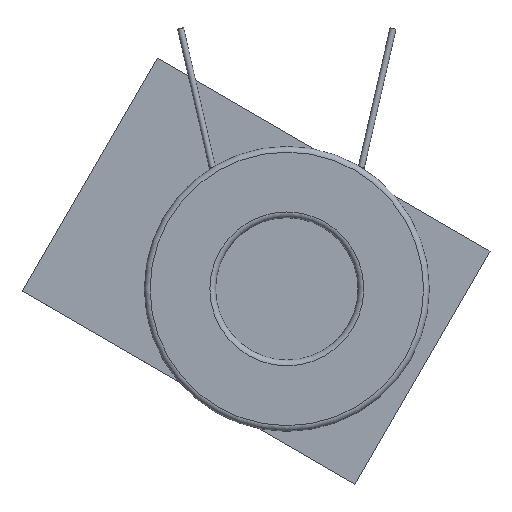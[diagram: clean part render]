
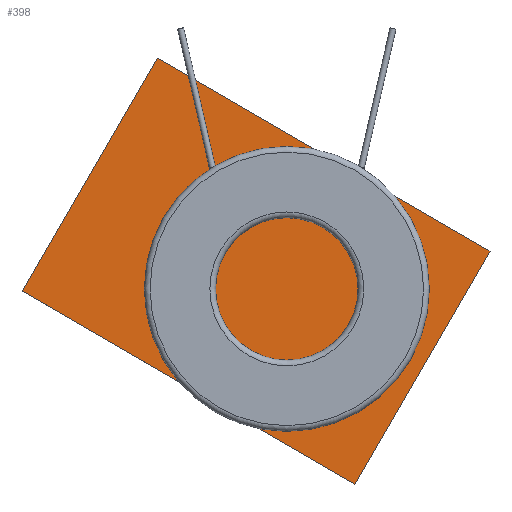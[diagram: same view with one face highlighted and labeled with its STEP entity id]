
A CAD part, top view. The second image highlights one B-rep face of the part: STEP entity #398.
In plain terms, the highlighted planar face has unit normal (0, 0, 1).
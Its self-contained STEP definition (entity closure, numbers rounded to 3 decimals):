
#42=PLANE('',#463);
#68=FACE_OUTER_BOUND('',#98,.T.);
#98=EDGE_LOOP('',(#363,#364,#365,#366));
#113=LINE('',#716,#139);
#117=LINE('',#724,#143);
#120=LINE('',#730,#146);
#123=LINE('',#735,#149);
#139=VECTOR('',#568,10.);
#143=VECTOR('',#574,10.);
#146=VECTOR('',#579,10.);
#149=VECTOR('',#584,10.);
#203=VERTEX_POINT('',#714);
#204=VERTEX_POINT('',#715);
#207=VERTEX_POINT('',#723);
#209=VERTEX_POINT('',#729);
#251=EDGE_CURVE('',#203,#204,#113,.T.);
#255=EDGE_CURVE('',#204,#207,#117,.T.);
#258=EDGE_CURVE('',#207,#209,#120,.T.);
#261=EDGE_CURVE('',#209,#203,#123,.T.);
#363=ORIENTED_EDGE('',*,*,#261,.T.);
#364=ORIENTED_EDGE('',*,*,#251,.T.);
#365=ORIENTED_EDGE('',*,*,#255,.T.);
#366=ORIENTED_EDGE('',*,*,#258,.T.);
#398=ADVANCED_FACE('',(#68),#42,.F.);
#463=AXIS2_PLACEMENT_3D('',#738,#588,#589);
#568=DIRECTION('',(-0.865,0.502,0.));
#574=DIRECTION('',(-0.502,-0.865,0.));
#579=DIRECTION('',(0.865,-0.502,0.));
#584=DIRECTION('',(0.502,0.865,0.));
#588=DIRECTION('center_axis',(0.,0.,-1.));
#589=DIRECTION('ref_axis',(-1.,0.,0.));
#714=CARTESIAN_POINT('',(7.13,1.328,-0.65));
#715=CARTESIAN_POINT('',(-4.547,8.104,-0.65));
#716=CARTESIAN_POINT('',(-1.627,6.41,-0.65));
#723=CARTESIAN_POINT('',(-9.292,-0.073,-0.65));
#724=CARTESIAN_POINT('',(-8.106,1.971,-0.65));
#729=CARTESIAN_POINT('',(2.384,-6.849,-0.65));
#730=CARTESIAN_POINT('',(-0.535,-5.155,-0.65));
#735=CARTESIAN_POINT('',(5.943,-0.716,-0.65));
#738=CARTESIAN_POINT('Origin',(-1.081,0.627,-0.65));
